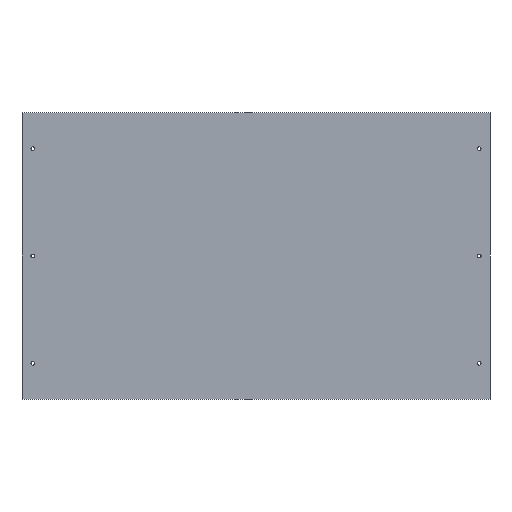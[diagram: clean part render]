
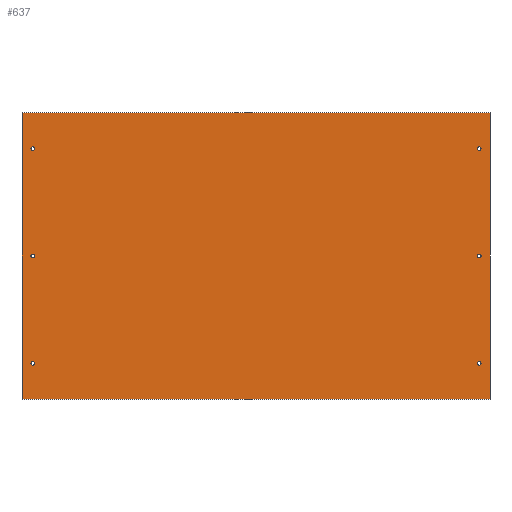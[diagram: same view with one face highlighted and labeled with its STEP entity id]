
A CAD part, front view. The second image highlights one B-rep face of the part: STEP entity #637.
In plain terms, the highlighted planar face has unit normal (0, -1, 0).
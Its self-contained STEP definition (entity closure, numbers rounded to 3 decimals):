
#18 = CIRCLE ( 'NONE', #127, 2.5 ) ;
#19 = CARTESIAN_POINT ( 'NONE',  ( 654., 0., 0. ) ) ;
#27 = ORIENTED_EDGE ( 'NONE', *, *, #330, .F. ) ;
#29 = EDGE_CURVE ( 'NONE', #414, #506, #50, .T. ) ;
#30 = VECTOR ( 'NONE', #664, 1000. ) ;
#32 = ORIENTED_EDGE ( 'NONE', *, *, #36, .F. ) ;
#36 = EDGE_CURVE ( 'NONE', #550, #357, #273, .T. ) ;
#43 = EDGE_LOOP ( 'NONE', ( #261, #553 ) ) ;
#49 = CARTESIAN_POINT ( 'NONE',  ( 639., 0., -350. ) ) ;
#50 = CIRCLE ( 'NONE', #568, 2.5 ) ;
#51 = DIRECTION ( 'NONE',  ( 0., 0., -1. ) ) ;
#60 = DIRECTION ( 'NONE',  ( 0., 0., 1. ) ) ;
#63 = FACE_BOUND ( 'NONE', #371, .T. ) ;
#66 = EDGE_CURVE ( 'NONE', #307, #399, #256, .T. ) ;
#74 = CARTESIAN_POINT ( 'NONE',  ( 0., 0., 0. ) ) ;
#77 = DIRECTION ( 'NONE',  ( -1., 0., 0. ) ) ;
#93 = CARTESIAN_POINT ( 'NONE',  ( 654., 0., -400. ) ) ;
#102 = VERTEX_POINT ( 'NONE', #336 ) ;
#108 = EDGE_CURVE ( 'NONE', #357, #368, #170, .T. ) ;
#110 = ORIENTED_EDGE ( 'NONE', *, *, #611, .T. ) ;
#111 = DIRECTION ( 'NONE',  ( 0., 1., 0. ) ) ;
#112 = AXIS2_PLACEMENT_3D ( 'NONE', #543, #277, #596 ) ;
#119 = CARTESIAN_POINT ( 'NONE',  ( 0., 0., -400. ) ) ;
#121 = CARTESIAN_POINT ( 'NONE',  ( 15., 0., -200. ) ) ;
#122 = CIRCLE ( 'NONE', #554, 2.5 ) ;
#124 = DIRECTION ( 'NONE',  ( 0., 0., 1. ) ) ;
#127 = AXIS2_PLACEMENT_3D ( 'NONE', #235, #486, #591 ) ;
#129 = DIRECTION ( 'NONE',  ( 0., 1., 0. ) ) ;
#132 = CARTESIAN_POINT ( 'NONE',  ( 639., 0., -347.5 ) ) ;
#134 = EDGE_LOOP ( 'NONE', ( #374, #240, #32, #27 ) ) ;
#149 = ORIENTED_EDGE ( 'NONE', *, *, #508, .T. ) ;
#160 = DIRECTION ( 'NONE',  ( 0., 1., 0. ) ) ;
#169 = CARTESIAN_POINT ( 'NONE',  ( 639., 0., -352.5 ) ) ;
#170 = LINE ( 'NONE', #119, #666 ) ;
#171 = VERTEX_POINT ( 'NONE', #74 ) ;
#189 = CARTESIAN_POINT ( 'NONE',  ( 15., 0., -347.5 ) ) ;
#190 = AXIS2_PLACEMENT_3D ( 'NONE', #610, #659, #556 ) ;
#196 = EDGE_LOOP ( 'NONE', ( #149, #268 ) ) ;
#197 = CIRCLE ( 'NONE', #233, 2.5 ) ;
#206 = DIRECTION ( 'NONE',  ( 0., 1., 0. ) ) ;
#210 = CARTESIAN_POINT ( 'NONE',  ( 639., 0., -50. ) ) ;
#211 = EDGE_CURVE ( 'NONE', #506, #414, #18, .T. ) ;
#213 = CARTESIAN_POINT ( 'NONE',  ( 639., 0., -350. ) ) ;
#216 = CARTESIAN_POINT ( 'NONE',  ( 15., 0., -202.5 ) ) ;
#218 = FACE_BOUND ( 'NONE', #43, .T. ) ;
#219 = FACE_OUTER_BOUND ( 'NONE', #134, .T. ) ;
#225 = CIRCLE ( 'NONE', #190, 2.5 ) ;
#233 = AXIS2_PLACEMENT_3D ( 'NONE', #594, #442, #651 ) ;
#235 = CARTESIAN_POINT ( 'NONE',  ( 639., 0., -200. ) ) ;
#237 = AXIS2_PLACEMENT_3D ( 'NONE', #620, #111, #60 ) ;
#240 = ORIENTED_EDGE ( 'NONE', *, *, #108, .F. ) ;
#241 = CARTESIAN_POINT ( 'NONE',  ( 15., 0., -47.5 ) ) ;
#245 = DIRECTION ( 'NONE',  ( 1., 0., 0. ) ) ;
#247 = CARTESIAN_POINT ( 'NONE',  ( 15., 0., -197.5 ) ) ;
#249 = ORIENTED_EDGE ( 'NONE', *, *, #625, .T. ) ;
#252 = VERTEX_POINT ( 'NONE', #303 ) ;
#254 = VERTEX_POINT ( 'NONE', #132 ) ;
#255 = VERTEX_POINT ( 'NONE', #401 ) ;
#256 = CIRCLE ( 'NONE', #654, 2.5 ) ;
#261 = ORIENTED_EDGE ( 'NONE', *, *, #377, .T. ) ;
#263 = CARTESIAN_POINT ( 'NONE',  ( 639., 0., -197.5 ) ) ;
#267 = DIRECTION ( 'NONE',  ( 0., 0., 1. ) ) ;
#268 = ORIENTED_EDGE ( 'NONE', *, *, #477, .T. ) ;
#269 = VECTOR ( 'NONE', #51, 1000. ) ;
#270 = ORIENTED_EDGE ( 'NONE', *, *, #66, .T. ) ;
#271 = AXIS2_PLACEMENT_3D ( 'NONE', #49, #526, #587 ) ;
#273 = LINE ( 'NONE', #370, #269 ) ;
#275 = CARTESIAN_POINT ( 'NONE',  ( 639., 0., -50. ) ) ;
#277 = DIRECTION ( 'NONE',  ( 0., 1., 0. ) ) ;
#280 = CARTESIAN_POINT ( 'NONE',  ( 15., 0., -350. ) ) ;
#283 = EDGE_CURVE ( 'NONE', #255, #312, #225, .T. ) ;
#303 = CARTESIAN_POINT ( 'NONE',  ( 639., 0., -52.5 ) ) ;
#305 = ORIENTED_EDGE ( 'NONE', *, *, #29, .T. ) ;
#307 = VERTEX_POINT ( 'NONE', #247 ) ;
#312 = VERTEX_POINT ( 'NONE', #241 ) ;
#313 = CIRCLE ( 'NONE', #271, 2.5 ) ;
#318 = ORIENTED_EDGE ( 'NONE', *, *, #398, .T. ) ;
#327 = AXIS2_PLACEMENT_3D ( 'NONE', #210, #206, #519 ) ;
#328 = DIRECTION ( 'NONE',  ( 0., 1., 0. ) ) ;
#330 = EDGE_CURVE ( 'NONE', #171, #550, #615, .T. ) ;
#336 = CARTESIAN_POINT ( 'NONE',  ( 15., 0., -352.5 ) ) ;
#338 = PLANE ( 'NONE',  #366 ) ;
#342 = ORIENTED_EDGE ( 'NONE', *, *, #549, .T. ) ;
#350 = EDGE_CURVE ( 'NONE', #368, #171, #567, .T. ) ;
#351 = VERTEX_POINT ( 'NONE', #189 ) ;
#357 = VERTEX_POINT ( 'NONE', #93 ) ;
#363 = CARTESIAN_POINT ( 'NONE',  ( 0., 0., -400. ) ) ;
#366 = AXIS2_PLACEMENT_3D ( 'NONE', #427, #488, #636 ) ;
#368 = VERTEX_POINT ( 'NONE', #363 ) ;
#370 = CARTESIAN_POINT ( 'NONE',  ( 654., 0., 0. ) ) ;
#371 = EDGE_LOOP ( 'NONE', ( #270, #388 ) ) ;
#373 = VECTOR ( 'NONE', #245, 1000. ) ;
#374 = ORIENTED_EDGE ( 'NONE', *, *, #350, .F. ) ;
#377 = EDGE_CURVE ( 'NONE', #312, #255, #582, .T. ) ;
#379 = FACE_BOUND ( 'NONE', #424, .T. ) ;
#382 = DIRECTION ( 'NONE',  ( 0., 1., 0. ) ) ;
#388 = ORIENTED_EDGE ( 'NONE', *, *, #660, .T. ) ;
#390 = FACE_BOUND ( 'NONE', #657, .T. ) ;
#392 = ORIENTED_EDGE ( 'NONE', *, *, #211, .T. ) ;
#398 = EDGE_CURVE ( 'NONE', #650, #252, #480, .T. ) ;
#399 = VERTEX_POINT ( 'NONE', #216 ) ;
#401 = CARTESIAN_POINT ( 'NONE',  ( 15., 0., -52.5 ) ) ;
#413 = CARTESIAN_POINT ( 'NONE',  ( 639., 0., -202.5 ) ) ;
#414 = VERTEX_POINT ( 'NONE', #413 ) ;
#419 = AXIS2_PLACEMENT_3D ( 'NONE', #275, #382, #124 ) ;
#424 = EDGE_LOOP ( 'NONE', ( #249, #342 ) ) ;
#427 = CARTESIAN_POINT ( 'NONE',  ( 0., 0., 0. ) ) ;
#433 = CIRCLE ( 'NONE', #524, 2.5 ) ;
#438 = FACE_BOUND ( 'NONE', #630, .T. ) ;
#441 = CIRCLE ( 'NONE', #419, 2.5 ) ;
#442 = DIRECTION ( 'NONE',  ( 0., 1., 0. ) ) ;
#459 = CARTESIAN_POINT ( 'NONE',  ( 0., 0., 0. ) ) ;
#477 = EDGE_CURVE ( 'NONE', #573, #254, #313, .T. ) ;
#480 = CIRCLE ( 'NONE', #327, 2.5 ) ;
#485 = FACE_BOUND ( 'NONE', #196, .T. ) ;
#486 = DIRECTION ( 'NONE',  ( 0., 1., 0. ) ) ;
#488 = DIRECTION ( 'NONE',  ( 0., -1., 0. ) ) ;
#491 = DIRECTION ( 'NONE',  ( 0., 0., 1. ) ) ;
#495 = CARTESIAN_POINT ( 'NONE',  ( 639., 0., -47.5 ) ) ;
#506 = VERTEX_POINT ( 'NONE', #263 ) ;
#508 = EDGE_CURVE ( 'NONE', #254, #573, #433, .T. ) ;
#519 = DIRECTION ( 'NONE',  ( 0., 0., 1. ) ) ;
#524 = AXIS2_PLACEMENT_3D ( 'NONE', #213, #631, #267 ) ;
#526 = DIRECTION ( 'NONE',  ( 0., 1., 0. ) ) ;
#534 = DIRECTION ( 'NONE',  ( 0., 0., 1. ) ) ;
#543 = CARTESIAN_POINT ( 'NONE',  ( 15., 0., -350. ) ) ;
#549 = EDGE_CURVE ( 'NONE', #102, #351, #589, .T. ) ;
#550 = VERTEX_POINT ( 'NONE', #19 ) ;
#553 = ORIENTED_EDGE ( 'NONE', *, *, #283, .T. ) ;
#554 = AXIS2_PLACEMENT_3D ( 'NONE', #280, #328, #491 ) ;
#556 = DIRECTION ( 'NONE',  ( 0., 0., 1. ) ) ;
#559 = CARTESIAN_POINT ( 'NONE',  ( 0., 0., 0. ) ) ;
#567 = LINE ( 'NONE', #459, #30 ) ;
#568 = AXIS2_PLACEMENT_3D ( 'NONE', #578, #160, #534 ) ;
#573 = VERTEX_POINT ( 'NONE', #169 ) ;
#578 = CARTESIAN_POINT ( 'NONE',  ( 639., 0., -200. ) ) ;
#582 = CIRCLE ( 'NONE', #237, 2.5 ) ;
#587 = DIRECTION ( 'NONE',  ( 0., 0., 1. ) ) ;
#589 = CIRCLE ( 'NONE', #112, 2.5 ) ;
#591 = DIRECTION ( 'NONE',  ( 0., 0., 1. ) ) ;
#594 = CARTESIAN_POINT ( 'NONE',  ( 15., 0., -200. ) ) ;
#596 = DIRECTION ( 'NONE',  ( 0., 0., 1. ) ) ;
#597 = DIRECTION ( 'NONE',  ( 0., 0., 1. ) ) ;
#610 = CARTESIAN_POINT ( 'NONE',  ( 15., 0., -50. ) ) ;
#611 = EDGE_CURVE ( 'NONE', #252, #650, #441, .T. ) ;
#615 = LINE ( 'NONE', #559, #373 ) ;
#620 = CARTESIAN_POINT ( 'NONE',  ( 15., 0., -50. ) ) ;
#625 = EDGE_CURVE ( 'NONE', #351, #102, #122, .T. ) ;
#630 = EDGE_LOOP ( 'NONE', ( #392, #305 ) ) ;
#631 = DIRECTION ( 'NONE',  ( 0., 1., 0. ) ) ;
#636 = DIRECTION ( 'NONE',  ( 0., 0., -1. ) ) ;
#637 = ADVANCED_FACE ( 'NONE', ( #438, #390, #379, #63, #218, #485, #219 ), #338, .T. ) ;
#650 = VERTEX_POINT ( 'NONE', #495 ) ;
#651 = DIRECTION ( 'NONE',  ( 0., 0., 1. ) ) ;
#654 = AXIS2_PLACEMENT_3D ( 'NONE', #121, #129, #597 ) ;
#657 = EDGE_LOOP ( 'NONE', ( #318, #110 ) ) ;
#659 = DIRECTION ( 'NONE',  ( 0., 1., 0. ) ) ;
#660 = EDGE_CURVE ( 'NONE', #399, #307, #197, .T. ) ;
#664 = DIRECTION ( 'NONE',  ( 0., 0., 1. ) ) ;
#666 = VECTOR ( 'NONE', #77, 1000. ) ;
